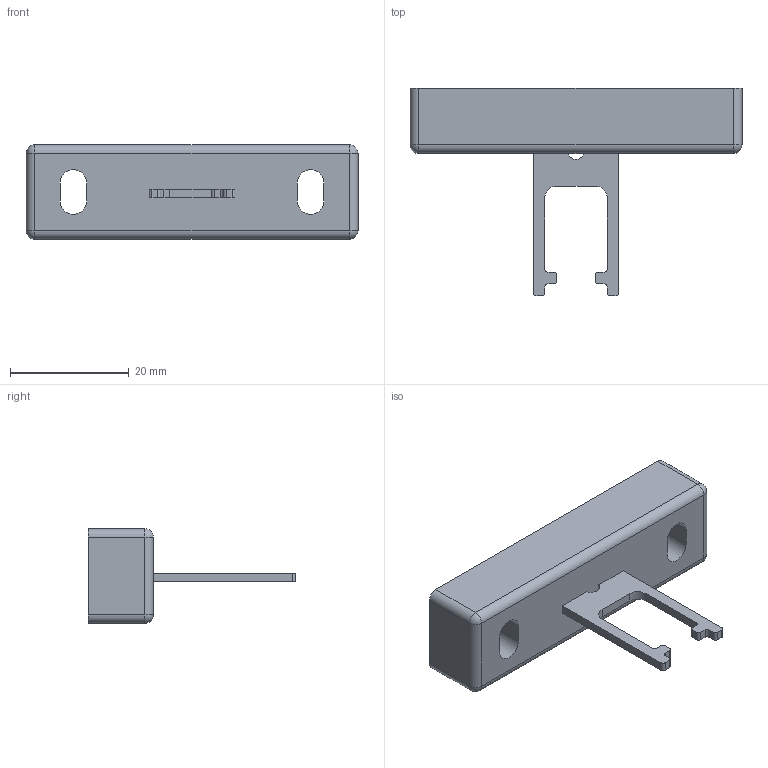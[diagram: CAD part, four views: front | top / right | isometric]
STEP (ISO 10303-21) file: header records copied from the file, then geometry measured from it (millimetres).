
FILE_DESCRIPTION(/* description */ ('F3DTM0006854'),/* implementation_level */ '2;1');
FILE_NAME(/* name */ 'CMICH0000004.stp',/* time_stamp */ '2018-11-07T10:52:14+01:00',/* author */ ('fzagni'),/* organization */ (''),/* preprocessor_version */ 'ST-DEVELOPER v16.1',/* originating_system */ 'Autodesk Inventor 2016',/* authorisation */ '');
FILE_SCHEMA (('AUTOMOTIVE_DESIGN { 1 0 10303 214 3 1 1 }'));
Length unit declared in the file: millimetre
Products named in the file (3): F3DTM0006854; F3DTM0006855; 20.057.00
Assembly tree (2 placements, depth 2):
  20.057.00
    F3DTM0006854
    F3DTM0006855
Bounding box: 56 x 35 x 16 mm (x, y, z)
Volume: 9362.4 mm3; surface area: 4077.4 mm2
Topology: 2 solids, 2 shells, 60 faces, 156 edges, 100 vertices
Faces by surface type: plane 29, cylinder 27, sphere 4
Entity records: 1925 total; most frequent: DIRECTION 340, CARTESIAN_POINT 321, ORIENTED_EDGE 312, EDGE_CURVE 156, AXIS2_PLACEMENT_3D 119, LINE 102, VECTOR 102, VERTEX_POINT 100
